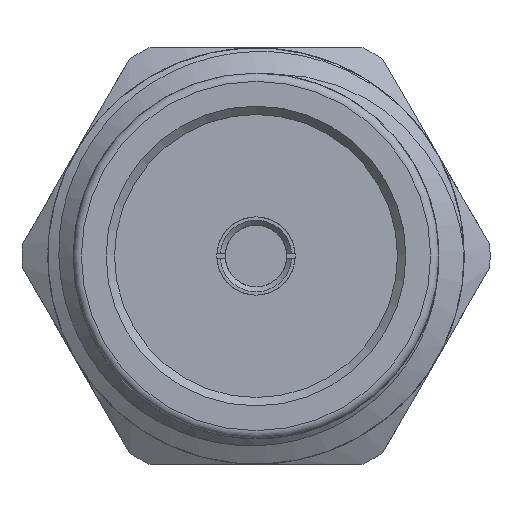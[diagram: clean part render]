
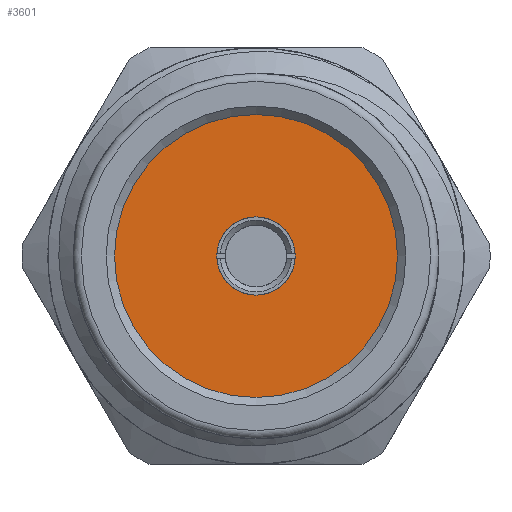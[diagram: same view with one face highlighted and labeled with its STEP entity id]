
A CAD part, left-side view. The second image highlights one B-rep face of the part: STEP entity #3601.
In plain terms, the highlighted planar face has unit normal (-1, 0, 0).
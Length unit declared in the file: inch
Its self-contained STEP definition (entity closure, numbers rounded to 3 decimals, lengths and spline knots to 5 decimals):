
#148 = DIRECTION ( 'NONE',  ( 0., 0., 1. ) ) ;
#403 = CARTESIAN_POINT ( 'NONE',  ( 0.075, 0., 0.0235 ) ) ;
#532 = CARTESIAN_POINT ( 'NONE',  ( 0.075, 0., 0. ) ) ;
#745 = AXIS2_PLACEMENT_3D ( 'NONE', #2579, #1625, #3800 ) ;
#978 = ORIENTED_EDGE ( 'NONE', *, *, #2303, .T. ) ;
#1075 = FACE_BOUND ( 'NONE', #3406, .T. ) ;
#1126 = CARTESIAN_POINT ( 'NONE',  ( 0.075, 0., 0. ) ) ;
#1625 = DIRECTION ( 'NONE',  ( -1., 0., 0. ) ) ;
#1704 = ORIENTED_EDGE ( 'NONE', *, *, #2490, .F. ) ;
#1889 = AXIS2_PLACEMENT_3D ( 'NONE', #1126, #2920, #3861 ) ;
#1924 = VERTEX_POINT ( 'NONE', #3682 ) ;
#1968 = FACE_OUTER_BOUND ( 'NONE', #3893, .T. ) ;
#2213 = AXIS2_PLACEMENT_3D ( 'NONE', #532, #2287, #148 ) ;
#2287 = DIRECTION ( 'NONE',  ( -1., 0., 0. ) ) ;
#2303 = EDGE_CURVE ( 'NONE', #1924, #1924, #3224, .T. ) ;
#2490 = EDGE_CURVE ( 'NONE', #3760, #3760, #3933, .T. ) ;
#2579 = CARTESIAN_POINT ( 'NONE',  ( 0.075, 0., 0. ) ) ;
#2920 = DIRECTION ( 'NONE',  ( -1., 0., 0. ) ) ;
#3222 = PLANE ( 'NONE',  #2213 ) ;
#3224 = CIRCLE ( 'NONE', #745, 0.085 ) ;
#3406 = EDGE_LOOP ( 'NONE', ( #1704 ) ) ;
#3601 = ADVANCED_FACE ( 'NONE', ( #1075, #1968 ), #3222, .T. ) ;
#3682 = CARTESIAN_POINT ( 'NONE',  ( 0.075, 0., 0.085 ) ) ;
#3760 = VERTEX_POINT ( 'NONE', #403 ) ;
#3800 = DIRECTION ( 'NONE',  ( 0., 0., 1. ) ) ;
#3861 = DIRECTION ( 'NONE',  ( 0., 0., 1. ) ) ;
#3893 = EDGE_LOOP ( 'NONE', ( #978 ) ) ;
#3933 = CIRCLE ( 'NONE', #1889, 0.0235 ) ;
